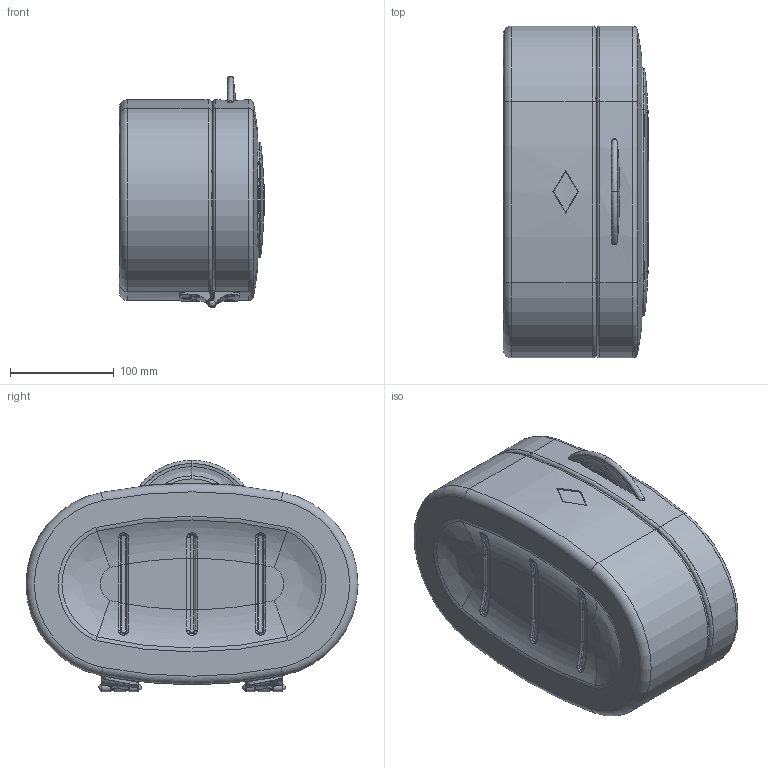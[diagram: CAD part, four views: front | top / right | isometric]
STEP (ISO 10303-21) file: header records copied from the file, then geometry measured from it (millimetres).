
FILE_DESCRIPTION(/* description */ ('Brotkasten Retro klein'),/* implementation_level */ '2;1');
FILE_NAME(/* name */ 'Single Elly.stp',/* time_stamp */ '2024-05-13T16:05:06+02:00',/* author */ ('l.breulmann'),/* organization */ ('Wesco'),/* preprocessor_version */ 'ST-DEVELOPER v20',/* originating_system */ 'Autodesk Inventor 2025',/* authorisation */ '');
FILE_SCHEMA (('AUTOMOTIVE_DESIGN { 1 0 10303 214 3 1 1 }'));
Length unit declared in the file: millimetre
Products named in the file (12): 236101-XX ; B2361011-1 ; M2361010-1 ; B2361015-R ; M2361002-R; M2361003-R; B2361015-L Scharnier Links; Achse2; M2361002-L ; M2361003-L; M2362010-1 ; 2351007-1
Assembly tree (13 placements, depth 3):
  236101-XX 
    B2361011-1 
    M2361010-1 
    B2361015-R 
      Achse2
      M2361002-R
      M2361003-R
    B2361015-L Scharnier Links
      Achse2
      M2361002-L 
      M2361003-L
    M2362010-1 
    2351007-1  x2
Bounding box: 139.88 x 320 x 222.88 mm (x, y, z)
Volume: 281792 mm3; surface area: 475334.7 mm2
Topology: 11 solids, 11 shells, 826 faces, 2054 edges, 1241 vertices
Faces by surface type: bspline 298, cylinder 231, torus 160, plane 99, sphere 32, cone 6
Full cylindrical faces by diameter (mm): 2 x20, 3 x4, 4 x16, 4.2 x16
Entity records: 39350 total; most frequent: CARTESIAN_POINT 21433, ORIENTED_EDGE 4006, DIRECTION 3141, EDGE_CURVE 2003, AXIS2_PLACEMENT_3D 1387, VERTEX_POINT 1214, EDGE_LOOP 901, CIRCLE 818
